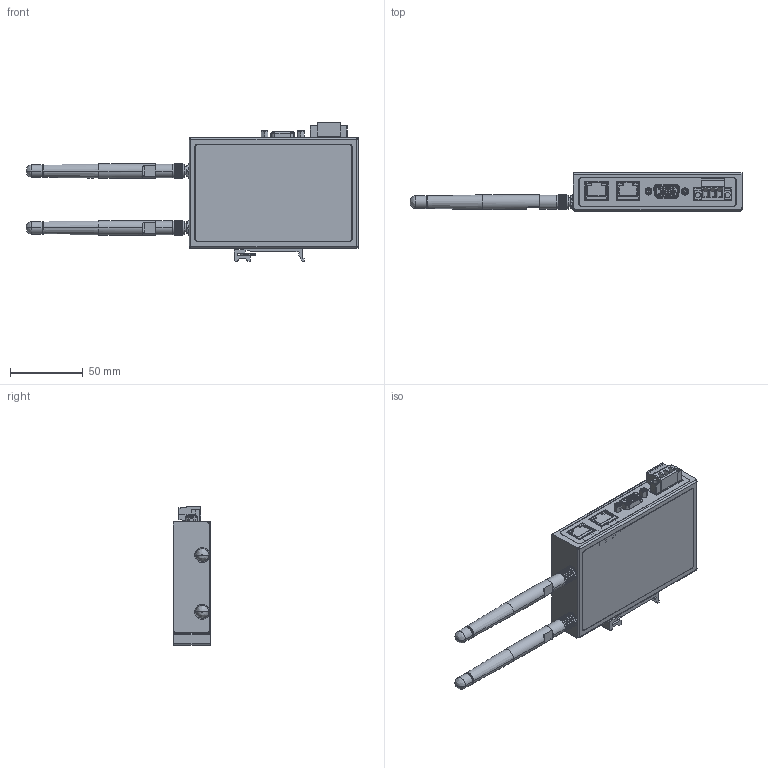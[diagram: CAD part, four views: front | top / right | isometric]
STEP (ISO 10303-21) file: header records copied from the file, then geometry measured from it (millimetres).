
FILE_DESCRIPTION((''),'2;1');
FILE_NAME('CPE1300D_ASM','2022-11-28T',('wenjing'),(''),'PRO/ENGINEER BY PARAMETRIC TECHNOLOGY CORPORATION, 2013230','PRO/ENGINEER BY PARAMETRIC TECHNOLOGY CORPORATION, 2013230','');
FILE_SCHEMA(('CONFIG_CONTROL_DESIGN'));
Products named in the file (74): BTM01_48_1; DAOGUIKAKOU_25_1; SMA_4_1; TP-1105UA-BB6125_4_1; PRT0001_1_1_1; PRT0002_1_1_1; PRT0003_1_1_1; PRT0004_1_1_1; ASM0004_ASM_1_ASM_1_ASM_1_ASM; PRT0005_1_1_1; MANIFOLD_SOLID_BREP_27569_1_1_1; MANIFOLD_SOLID_BREP_28287_1_1_1; ASM0005_ASM_1_ASM_1_ASM_1_ASM; PRT0006_1_1_1; ASM0006_ASM_1_ASM_1_ASM_1_ASM; PRT0007_1_1_1; ASM0007_ASM_1_ASM_1_ASM_1_ASM; PRT0008_1_1_1; ASM0008_ASM_1_ASM_1_ASM_1_ASM; PRT0009_1_1_1; PRT0010_1_1_1; PRT0011_1_1_1; ASM0009_ASM_1_ASM_1_ASM_1_ASM; PRT0012_1_1_1; MANIFOLD_SOLID_BREP_37191_1_1_1; MANIFOLD_SOLID_BREP_37905_1_1_1; ASM0010_ASM_1_ASM_1_ASM_1_ASM; PRT0013_1_1_1; ASM0011_ASM_1_ASM_1_ASM_1_ASM; PRT0014_1_1_1; ASM0012_ASM_1_ASM_1_ASM_1_ASM; PRT0015_1_1_1; ASM0013_ASM_1_ASM_1_ASM_1_ASM; PRT0016_1_1_1; PRT0017_1_1_1; PRT0018_1_1_1; ASM0014_ASM_1_ASM_1_ASM_1_ASM; PRT0019_1_1_1; MANIFOLD_SOLID_BREP_46829_1_1_1; MANIFOLD_SOLID_BREP_47543_1_1_1 ...
Assembly tree (99 placements, depth 9):
  CPE1300D_ASM
    CPE_3D_FINAL_FULL_ASM_1_ASM
      CPE_3D_ASM_39_ASM_1_ASM
        BTM01_48_1
        DAOGUIKAKOU_25_1
        SMA_4_1  x2
        TP-1105UA-BB6125_4_1
        VGA_ASM_ASM_1_ASM_1_ASM
          VGA_ASM_1_ASM_1_ASM_1_ASM
            ASM0002_ASM_1_ASM_1_ASM_1_ASM
              ASM0003_ASM_1_ASM_1_ASM_1_ASM
                PRT0001_1_1_1
                ASM0004_ASM_1_ASM_1_ASM_1_ASM
                  PRT0002_1_1_1
                  PRT0003_1_1_1
                  PRT0004_1_1_1
                ASM0005_ASM_1_ASM_1_ASM_1_ASM
                  PRT0005_1_1_1
                  MANIFOLD_SOLID_BREP_27569_1_1_1
                  MANIFOLD_SOLID_BREP_28287_1_1_1
                ASM0006_ASM_1_ASM_1_ASM_1_ASM
                  PRT0006_1_1_1
                  MANIFOLD_SOLID_BREP_27569_1_1_1
                  MANIFOLD_SOLID_BREP_28287_1_1_1
                ASM0007_ASM_1_ASM_1_ASM_1_ASM
                  PRT0007_1_1_1
                  MANIFOLD_SOLID_BREP_27569_1_1_1
                  MANIFOLD_SOLID_BREP_28287_1_1_1
                ASM0008_ASM_1_ASM_1_ASM_1_ASM
                  PRT0008_1_1_1
                  MANIFOLD_SOLID_BREP_27569_1_1_1
                  MANIFOLD_SOLID_BREP_28287_1_1_1
                ASM0009_ASM_1_ASM_1_ASM_1_ASM
                  PRT0009_1_1_1
                  PRT0010_1_1_1
                  PRT0011_1_1_1
                ASM0010_ASM_1_ASM_1_ASM_1_ASM
                  PRT0012_1_1_1
                  MANIFOLD_SOLID_BREP_37191_1_1_1
                  MANIFOLD_SOLID_BREP_37905_1_1_1
                ASM0011_ASM_1_ASM_1_ASM_1_ASM
                  PRT0013_1_1_1
                  MANIFOLD_SOLID_BREP_37191_1_1_1
                  MANIFOLD_SOLID_BREP_37905_1_1_1
                ASM0012_ASM_1_ASM_1_ASM_1_ASM
                  PRT0014_1_1_1
                  MANIFOLD_SOLID_BREP_37191_1_1_1
                  MANIFOLD_SOLID_BREP_37905_1_1_1
                ASM0013_ASM_1_ASM_1_ASM_1_ASM
                  PRT0015_1_1_1
                  MANIFOLD_SOLID_BREP_37191_1_1_1
                  MANIFOLD_SOLID_BREP_37905_1_1_1
                ASM0014_ASM_1_ASM_1_ASM_1_ASM
                  PRT0016_1_1_1
                  PRT0017_1_1_1
                  PRT0018_1_1_1
                ASM0015_ASM_1_ASM_1_ASM_1_ASM
                  PRT0019_1_1_1
                  MANIFOLD_SOLID_BREP_46829_1_1_1
                  MANIFOLD_SOLID_BREP_47543_1_1_1
Bounding box: 228 x 26 x 95 mm (x, y, z)
Volume: 248896 mm3; surface area: 78482.8 mm2
Topology: 75 solids, 75 shells, 5846 faces, 14824 edges, 9171 vertices
Faces by surface type: plane 3488, cylinder 1273, bspline 682, extrusion 228, cone 88, torus 67, sphere 20
Entity records: 125887 total; most frequent: CARTESIAN_POINT 42042, ORIENTED_EDGE 17514, DIRECTION 16499, EDGE_CURVE 8757, VECTOR 6455, LINE 6371, VERTEX_POINT 5518, AXIS2_PLACEMENT_3D 5022
